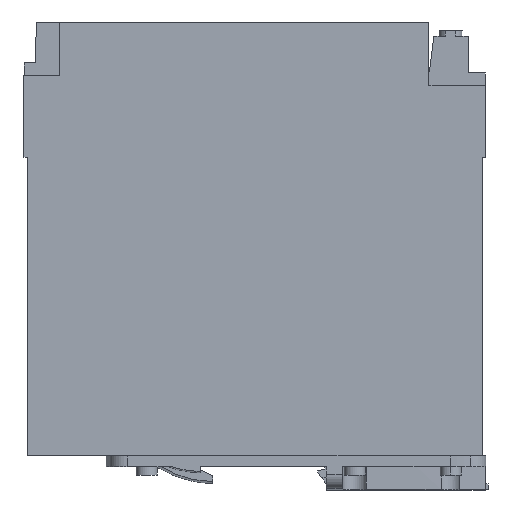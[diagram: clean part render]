
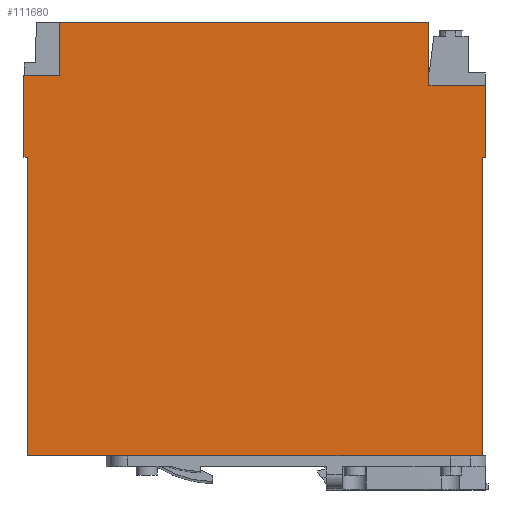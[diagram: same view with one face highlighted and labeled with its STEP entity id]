
A CAD part, left-side view. The second image highlights one B-rep face of the part: STEP entity #111680.
In plain terms, the highlighted planar face has unit normal (-1, 0, 0).
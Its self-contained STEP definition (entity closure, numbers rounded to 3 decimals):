
#2490=CARTESIAN_POINT('',(-25.3,22.,22.));
#2500=VERTEX_POINT('',#2490);
#3430=CARTESIAN_POINT('',(-25.3,22.,-106.));
#3440=VERTEX_POINT('',#3430);
#3470=CARTESIAN_POINT('',(-25.3,22.,0.));
#3480=DIRECTION('',(0.,0.,-1.));
#3490=VECTOR('',#3480,1.);
#3500=LINE('',#3470,#3490);
#3510=EDGE_CURVE('',#2500,#3440,#3500,.T.);
#10270=CARTESIAN_POINT('',(-25.3,0.,22.));
#10280=DIRECTION('',(0.,-1.,0.));
#10290=VECTOR('',#10280,1.);
#10300=LINE('',#10270,#10290);
#10310=CARTESIAN_POINT('',(-25.3,106.,22.));
#10320=VERTEX_POINT('',#10310);
#10330=EDGE_CURVE('',#10320,#2500,#10300,.T.);
#28270=CARTESIAN_POINT('',(-25.3,106.,0.));
#28280=DIRECTION('',(0.,0.,-1.));
#28290=VECTOR('',#28280,1.);
#28300=LINE('',#28270,#28290);
#28310=CARTESIAN_POINT('',(-25.3,106.,-106.));
#28320=VERTEX_POINT('',#28310);
#28330=CARTESIAN_POINT('',(-25.3,106.,-107.));
#28340=VERTEX_POINT('',#28330);
#28350=EDGE_CURVE('',#28320,#28340,#28300,.T.);
#28520=CARTESIAN_POINT('',(-25.3,106.,23.));
#28530=VERTEX_POINT('',#28520);
#28540=EDGE_CURVE('',#28530,#10320,#28300,.T.);
#50320=CARTESIAN_POINT('',(-25.3,126.3,7.));
#50330=VERTEX_POINT('',#50320);
#50360=CARTESIAN_POINT('',(-25.3,0.,7.));
#50370=DIRECTION('',(0.,-1.,0.));
#50380=VECTOR('',#50370,1.);
#50390=LINE('',#50360,#50380);
#50400=CARTESIAN_POINT('',(-25.3,144.1,7.));
#50410=VERTEX_POINT('',#50400);
#50420=EDGE_CURVE('',#50410,#50330,#50390,.T.);
#50920=CARTESIAN_POINT('',(-25.3,144.1,0.));
#50930=DIRECTION('',(0.,0.,1.));
#50940=VECTOR('',#50930,1.);
#50950=LINE('',#50920,#50940);
#50960=CARTESIAN_POINT('',(-25.3,144.1,-97.));
#50970=VERTEX_POINT('',#50960);
#50980=EDGE_CURVE('',#50970,#50410,#50950,.T.);
#56720=CARTESIAN_POINT('',(-25.3,129.,-97.));
#56730=VERTEX_POINT('',#56720);
#56760=CARTESIAN_POINT('',(-25.3,129.,0.));
#56770=DIRECTION('',(0.,0.,1.));
#56780=VECTOR('',#56770,1.);
#56790=LINE('',#56760,#56780);
#56800=CARTESIAN_POINT('',(-25.3,129.,-107.));
#56810=VERTEX_POINT('',#56800);
#56820=EDGE_CURVE('',#56810,#56730,#56790,.T.);
#57680=CARTESIAN_POINT('',(-25.3,126.3,23.));
#57690=VERTEX_POINT('',#57680);
#57720=CARTESIAN_POINT('',(-25.3,126.3,0.));
#57730=DIRECTION('',(0.,0.,1.));
#57740=VECTOR('',#57730,1.);
#57750=LINE('',#57720,#57740);
#57760=EDGE_CURVE('',#50330,#57690,#57750,.T.);
#95300=CARTESIAN_POINT('',(-25.3,0.,-97.));
#95310=DIRECTION('',(0.,1.,0.));
#95320=VECTOR('',#95310,1.);
#95330=LINE('',#95300,#95320);
#95340=EDGE_CURVE('',#56730,#50970,#95330,.T.);
#102380=CARTESIAN_POINT('',(-25.3,0.,-106.));
#102390=DIRECTION('',(0.,1.,0.));
#102400=VECTOR('',#102390,1.);
#102410=LINE('',#102380,#102400);
#102420=EDGE_CURVE('',#3440,#28320,#102410,.T.);
#111280=CARTESIAN_POINT('',(-25.3,0.,23.));
#111290=DIRECTION('',(0.,-1.,0.));
#111300=VECTOR('',#111290,1.);
#111310=LINE('',#111280,#111300);
#111320=EDGE_CURVE('',#57690,#28530,#111310,.T.);
#111440=CARTESIAN_POINT('',(-25.3,18.929,26.269));
#111450=DIRECTION('',(-1.,0.,0.));
#111460=DIRECTION('',(0.,1.,0.));
#111470=AXIS2_PLACEMENT_3D('',#111440,#111450,#111460);
#111480=PLANE('',#111470);
#111490=ORIENTED_EDGE('',*,*,#56820,.F.);
#111500=ORIENTED_EDGE('',*,*,#95340,.F.);
#111510=ORIENTED_EDGE('',*,*,#50980,.F.);
#111520=ORIENTED_EDGE('',*,*,#50420,.F.);
#111530=ORIENTED_EDGE('',*,*,#57760,.F.);
#111540=ORIENTED_EDGE('',*,*,#111320,.F.);
#111550=ORIENTED_EDGE('',*,*,#28540,.F.);
#111560=ORIENTED_EDGE('',*,*,#10330,.F.);
#111570=ORIENTED_EDGE('',*,*,#3510,.F.);
#111580=ORIENTED_EDGE('',*,*,#102420,.F.);
#111590=ORIENTED_EDGE('',*,*,#28350,.F.);
#111600=CARTESIAN_POINT('',(-25.3,0.,-107.));
#111610=DIRECTION('',(0.,1.,0.));
#111620=VECTOR('',#111610,1.);
#111630=LINE('',#111600,#111620);
#111640=EDGE_CURVE('',#28340,#56810,#111630,.T.);
#111650=ORIENTED_EDGE('',*,*,#111640,.F.);
#111660=EDGE_LOOP('',(#111650,#111590,#111580,#111570,#111560,#111550,
#111540,#111530,#111520,#111510,#111500,#111490));
#111670=FACE_OUTER_BOUND('',#111660,.T.);
#111680=ADVANCED_FACE('',(#111670),#111480,.T.);
